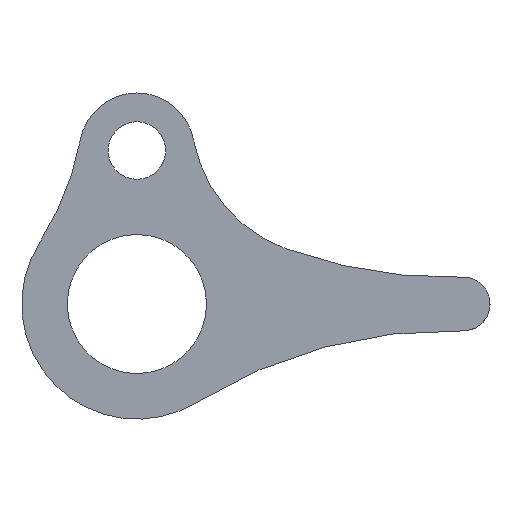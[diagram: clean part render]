
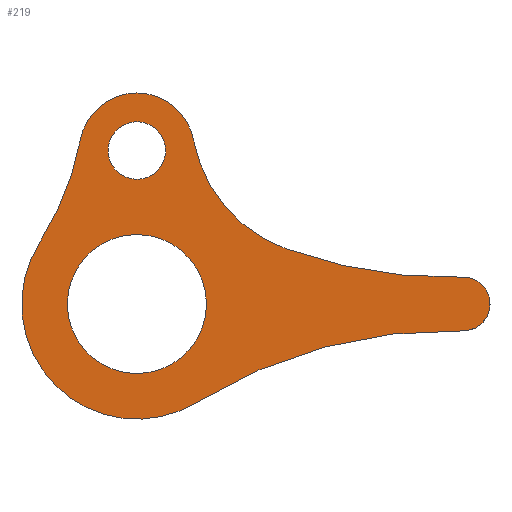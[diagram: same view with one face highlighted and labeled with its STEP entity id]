
A CAD part, front view. The second image highlights one B-rep face of the part: STEP entity #219.
In plain terms, the highlighted planar face has unit normal (0, -1, 0).
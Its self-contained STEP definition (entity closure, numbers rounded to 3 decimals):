
#17=FACE_BOUND('',#47,.T.);
#18=FACE_BOUND('',#48,.T.);
#20=PLANE('',#265);
#32=FACE_OUTER_BOUND('',#46,.T.);
#46=EDGE_LOOP('',(#189,#190,#191,#192,#193,#194,#195,#196));
#47=EDGE_LOOP('',(#197));
#48=EDGE_LOOP('',(#198));
#50=CIRCLE('',#236,6.);
#52=CIRCLE('',#239,15.);
#54=CIRCLE('',#242,3.);
#56=CIRCLE('',#245,7.5);
#58=CIRCLE('',#248,25.);
#60=CIRCLE('',#251,1.4);
#62=CIRCLE('',#253,1.4);
#65=CIRCLE('',#257,25.);
#66=CIRCLE('',#259,3.625);
#68=CIRCLE('',#262,1.5);
#90=VERTEX_POINT('',#345);
#92=VERTEX_POINT('',#348);
#94=VERTEX_POINT('',#354);
#96=VERTEX_POINT('',#360);
#98=VERTEX_POINT('',#366);
#100=VERTEX_POINT('',#372);
#102=VERTEX_POINT('',#378);
#104=VERTEX_POINT('',#383);
#106=VERTEX_POINT('',#392);
#108=VERTEX_POINT('',#398);
#111=EDGE_CURVE('',#92,#90,#50,.T.);
#114=EDGE_CURVE('',#94,#92,#52,.T.);
#117=EDGE_CURVE('',#96,#94,#54,.T.);
#120=EDGE_CURVE('',#98,#96,#56,.T.);
#123=EDGE_CURVE('',#100,#98,#58,.T.);
#126=EDGE_CURVE('',#102,#100,#60,.T.);
#129=EDGE_CURVE('',#104,#102,#62,.T.);
#133=EDGE_CURVE('',#90,#104,#65,.T.);
#134=EDGE_CURVE('',#106,#106,#66,.T.);
#137=EDGE_CURVE('',#108,#108,#68,.T.);
#189=ORIENTED_EDGE('',*,*,#133,.T.);
#190=ORIENTED_EDGE('',*,*,#129,.T.);
#191=ORIENTED_EDGE('',*,*,#126,.T.);
#192=ORIENTED_EDGE('',*,*,#123,.T.);
#193=ORIENTED_EDGE('',*,*,#120,.T.);
#194=ORIENTED_EDGE('',*,*,#117,.T.);
#195=ORIENTED_EDGE('',*,*,#114,.T.);
#196=ORIENTED_EDGE('',*,*,#111,.T.);
#197=ORIENTED_EDGE('',*,*,#134,.T.);
#198=ORIENTED_EDGE('',*,*,#137,.T.);
#219=ADVANCED_FACE('',(#32,#17,#18),#20,.F.);
#236=AXIS2_PLACEMENT_3D('',#349,#272,#273);
#239=AXIS2_PLACEMENT_3D('',#355,#279,#280);
#242=AXIS2_PLACEMENT_3D('',#361,#286,#287);
#245=AXIS2_PLACEMENT_3D('',#367,#293,#294);
#248=AXIS2_PLACEMENT_3D('',#373,#300,#301);
#251=AXIS2_PLACEMENT_3D('',#379,#307,#308);
#253=AXIS2_PLACEMENT_3D('',#384,#312,#313);
#257=AXIS2_PLACEMENT_3D('',#390,#321,#322);
#259=AXIS2_PLACEMENT_3D('',#393,#325,#326);
#262=AXIS2_PLACEMENT_3D('',#399,#332,#333);
#265=AXIS2_PLACEMENT_3D('',#404,#339,#340);
#272=DIRECTION('center_axis',(0.,-1.,0.));
#273=DIRECTION('ref_axis',(0.,0.,1.));
#279=DIRECTION('center_axis',(0.,1.,0.));
#280=DIRECTION('ref_axis',(0.,0.,1.));
#286=DIRECTION('center_axis',(0.,-1.,0.));
#287=DIRECTION('ref_axis',(0.,0.,1.));
#293=DIRECTION('center_axis',(0.,1.,0.));
#294=DIRECTION('ref_axis',(0.,0.,1.));
#300=DIRECTION('center_axis',(0.,1.,0.));
#301=DIRECTION('ref_axis',(0.,0.,1.));
#307=DIRECTION('center_axis',(0.,-1.,0.));
#308=DIRECTION('ref_axis',(-1.,0.,0.));
#312=DIRECTION('center_axis',(0.,-1.,0.));
#313=DIRECTION('ref_axis',(-1.,0.,0.));
#321=DIRECTION('center_axis',(0.,1.,0.));
#322=DIRECTION('ref_axis',(0.,0.,-1.));
#325=DIRECTION('center_axis',(0.,1.,0.));
#326=DIRECTION('ref_axis',(0.,0.,-1.));
#332=DIRECTION('center_axis',(0.,1.,0.));
#333=DIRECTION('ref_axis',(0.,0.,-1.));
#339=DIRECTION('center_axis',(0.,1.,0.));
#340=DIRECTION('ref_axis',(0.,0.,1.));
#345=CARTESIAN_POINT('',(-3.051,0.,-7.608));
#348=CARTESIAN_POINT('',(-11.254,0.,0.732));
#349=CARTESIAN_POINT('Origin',(-6.199,0.,-2.5));
#354=CARTESIAN_POINT('',(-9.148,0.,6.052));
#355=CARTESIAN_POINT('Origin',(-23.892,0.,8.812));
#360=CARTESIAN_POINT('',(-3.251,0.,6.052));
#361=CARTESIAN_POINT('Origin',(-6.199,0.,5.5));
#366=CARTESIAN_POINT('',(1.574,0.,0.376));
#367=CARTESIAN_POINT('Origin',(4.122,0.,7.43));
#372=CARTESIAN_POINT('',(10.762,0.,-1.101));
#373=CARTESIAN_POINT('Origin',(10.066,0.,23.89));
#378=CARTESIAN_POINT('',(10.801,0.,-3.9));
#379=CARTESIAN_POINT('Origin',(10.801,0.,-2.5));
#383=CARTESIAN_POINT('',(10.762,0.,-3.899));
#384=CARTESIAN_POINT('Origin',(10.801,0.,-2.5));
#390=CARTESIAN_POINT('Origin',(10.066,0.,-28.89));
#392=CARTESIAN_POINT('',(-6.199,0.,1.125));
#393=CARTESIAN_POINT('Origin',(-6.199,0.,-2.5));
#398=CARTESIAN_POINT('',(-6.199,0.,7.));
#399=CARTESIAN_POINT('Origin',(-6.199,0.,5.5));
#404=CARTESIAN_POINT('Origin',(-3.737,0.,-0.015));
